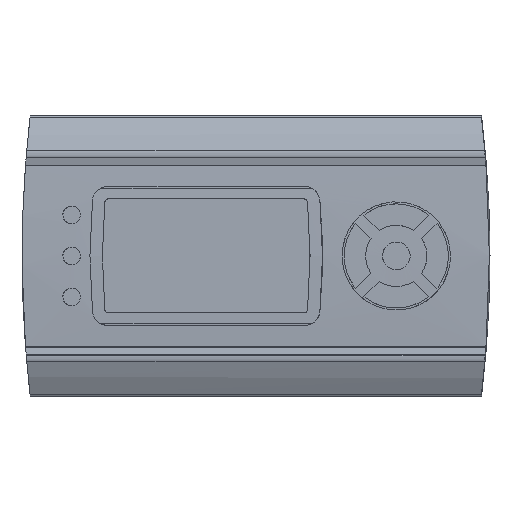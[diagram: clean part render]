
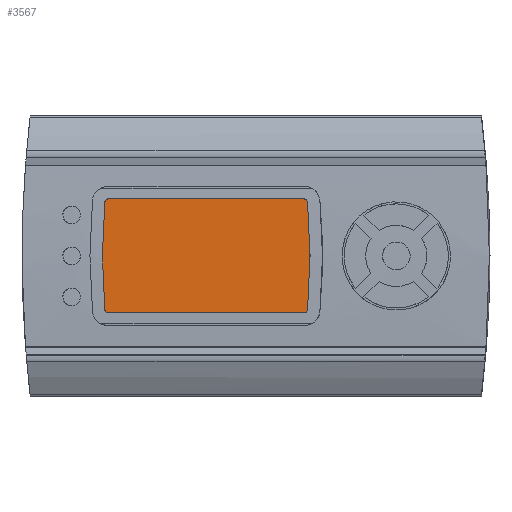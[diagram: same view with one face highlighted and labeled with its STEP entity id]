
A CAD part, top view. The second image highlights one B-rep face of the part: STEP entity #3567.
In plain terms, the highlighted planar face has unit normal (0, 0, 1).
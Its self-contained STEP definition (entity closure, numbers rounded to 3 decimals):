
#935=CARTESIAN_POINT('',(96.473,66.362,-3.205));
#936=DIRECTION('',(0.,0.,1.));
#937=DIRECTION('',(0.996,0.092,0.));
#938=AXIS2_PLACEMENT_3D('',#935,#936,#937);
#944=CARTESIAN_POINT('',(-101.392,48.162,-3.205));
#945=DIRECTION('',(0.,0.,1.));
#946=DIRECTION('',(0.996,-0.092,0.));
#947=AXIS2_PLACEMENT_3D('',#944,#945,#946);
#960=CARTESIAN_POINT('',(96.473,29.962,-3.205));
#961=DIRECTION('',(0.,0.,1.));
#962=DIRECTION('',(0.,-1.,0.));
#963=AXIS2_PLACEMENT_3D('',#960,#961,#962);
#969=DIRECTION('',(1.,0.,0.));
#970=VECTOR('',#969,66.729);
#971=CARTESIAN_POINT('',(29.744,28.662,-3.205));
#972=LINE('',#971,#970);
#977=CARTESIAN_POINT('',(29.744,29.962,-3.205));
#978=DIRECTION('',(0.,0.,1.));
#979=DIRECTION('',(-0.996,-0.092,0.));
#980=AXIS2_PLACEMENT_3D('',#977,#978,#979);
#986=CARTESIAN_POINT('',(227.608,48.162,-3.205));
#987=DIRECTION('',(0.,0.,1.));
#988=DIRECTION('',(-0.996,0.092,0.));
#989=AXIS2_PLACEMENT_3D('',#986,#987,#988);
#1002=CARTESIAN_POINT('',(29.744,66.362,-3.205));
#1003=DIRECTION('',(0.,0.,1.));
#1004=DIRECTION('',(0.,1.,0.));
#1005=AXIS2_PLACEMENT_3D('',#1002,#1003,#1004);
#1011=DIRECTION('',(-1.,0.,0.));
#1012=VECTOR('',#1011,66.729);
#1013=CARTESIAN_POINT('',(96.473,67.662,-3.205));
#1014=LINE('',#1013,#1012);
#2601=CARTESIAN_POINT('',(97.768,66.481,-3.205));
#2602=CARTESIAN_POINT('',(96.473,67.662,-3.205));
#2603=VERTEX_POINT('',#2601);
#2604=VERTEX_POINT('',#2602);
#2605=CARTESIAN_POINT('',(29.744,67.662,-3.205));
#2606=VERTEX_POINT('',#2605);
#2607=CARTESIAN_POINT('',(28.449,66.481,-3.205));
#2608=VERTEX_POINT('',#2607);
#2609=CARTESIAN_POINT('',(28.449,29.843,-3.205));
#2610=VERTEX_POINT('',#2609);
#2611=CARTESIAN_POINT('',(29.744,28.662,-3.205));
#2612=VERTEX_POINT('',#2611);
#2613=CARTESIAN_POINT('',(96.473,28.662,-3.205));
#2614=VERTEX_POINT('',#2613);
#2615=CARTESIAN_POINT('',(97.768,29.843,-3.205));
#2616=VERTEX_POINT('',#2615);
#3545=CARTESIAN_POINT('',(0.,0.,-3.205));
#3546=DIRECTION('',(0.,0.,1.));
#3547=DIRECTION('',(1.,0.,0.));
#3548=AXIS2_PLACEMENT_3D('',#3545,#3546,#3547);
#3549=PLANE('',#3548);
#3550=ORIENTED_EDGE('',*,*,#3535,.F.);
#3552=ORIENTED_EDGE('',*,*,#3551,.F.);
#3554=ORIENTED_EDGE('',*,*,#3553,.F.);
#3556=ORIENTED_EDGE('',*,*,#3555,.F.);
#3558=ORIENTED_EDGE('',*,*,#3557,.F.);
#3560=ORIENTED_EDGE('',*,*,#3559,.F.);
#3562=ORIENTED_EDGE('',*,*,#3561,.F.);
#3564=ORIENTED_EDGE('',*,*,#3563,.F.);
#3565=EDGE_LOOP('',(#3550,#3552,#3554,#3556,#3558,#3560,#3562,#3564));
#3566=FACE_OUTER_BOUND('',#3565,.F.);
#939=CIRCLE('',#938,1.3);
#948=CIRCLE('',#947,200.);
#964=CIRCLE('',#963,1.3);
#981=CIRCLE('',#980,1.3);
#990=CIRCLE('',#989,200.);
#1006=CIRCLE('',#1005,1.3);
#3535=EDGE_CURVE('',#2603,#2604,#939,.T.);
#3551=EDGE_CURVE('',#2616,#2603,#948,.T.);
#3553=EDGE_CURVE('',#2614,#2616,#964,.T.);
#3555=EDGE_CURVE('',#2612,#2614,#972,.T.);
#3557=EDGE_CURVE('',#2610,#2612,#981,.T.);
#3559=EDGE_CURVE('',#2608,#2610,#990,.T.);
#3561=EDGE_CURVE('',#2606,#2608,#1006,.T.);
#3563=EDGE_CURVE('',#2604,#2606,#1014,.T.);
#3567=ADVANCED_FACE('',(#3566),#3549,.T.);
